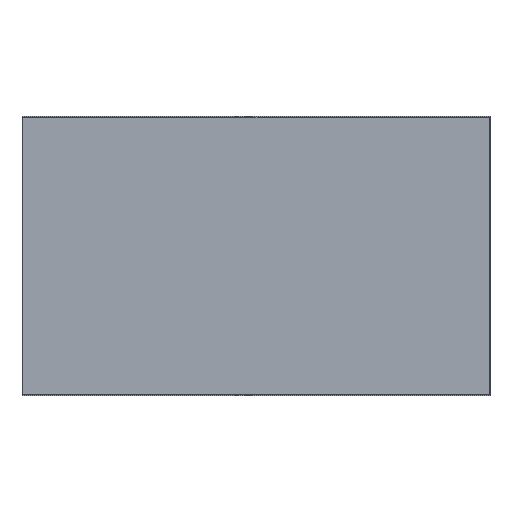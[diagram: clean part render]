
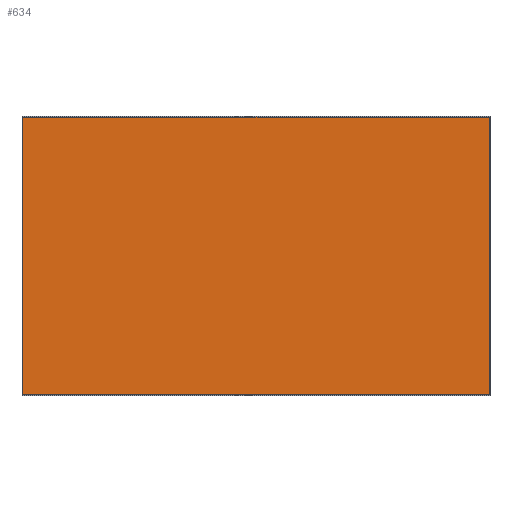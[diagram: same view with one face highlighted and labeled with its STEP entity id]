
A CAD part, left-side view. The second image highlights one B-rep face of the part: STEP entity #634.
In plain terms, the highlighted planar face has unit normal (-1, 0, 0).
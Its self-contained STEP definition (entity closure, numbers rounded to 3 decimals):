
#500=CARTESIAN_POINT('',(-0.8,-0.47,0.0));
#499=VERTEX_POINT('',#500);
#518=CARTESIAN_POINT('',(-0.8,-0.47,0.559));
#517=VERTEX_POINT('',#518);
#526=EDGE_CURVE('',#499,#517,#531,.T.);
#531=LINE('',#500,#533);
#533=VECTOR('',#534,0.559);
#534=DIRECTION('',(0.0,0.0,1.0));
#596=CARTESIAN_POINT('',(-0.8,0.47,0.0));
#595=VERTEX_POINT('',#596);
#606=CARTESIAN_POINT('',(-0.8,0.47,0.559));
#605=VERTEX_POINT('',#606);
#604=EDGE_CURVE('',#605,#595,#609,.T.);
#609=LINE('',#606,#611);
#611=VECTOR('',#612,0.559);
#612=DIRECTION('',(0.0,0.0,-1.0));
#634=ADVANCED_FACE('',(#640),#635,.T.);
#635=PLANE('',#636);
#636=AXIS2_PLACEMENT_3D('',#637,#638,#639);
#637=CARTESIAN_POINT('',(-0.8,0.47,0.0));
#638=DIRECTION('',(-1.0,0.0,0.0));
#639=DIRECTION('',(0.,0.,1.));
#640=FACE_OUTER_BOUND('',#641,.T.);
#641=EDGE_LOOP('',(#642,#652,#662,#672));
#643=EDGE_CURVE('',#499,#595,#648,.T.);
#648=LINE('',#500,#650);
#650=VECTOR('',#651,0.94);
#651=DIRECTION('',(0.0,1.0,0.0));
#642=ORIENTED_EDGE('',*,*,#643,.F.);
#652=ORIENTED_EDGE('',*,*,#526,.T.);
#663=EDGE_CURVE('',#605,#517,#668,.T.);
#668=LINE('',#606,#670);
#670=VECTOR('',#671,0.94);
#671=DIRECTION('',(0.0,-1.0,0.0));
#662=ORIENTED_EDGE('',*,*,#663,.F.);
#672=ORIENTED_EDGE('',*,*,#604,.T.);
